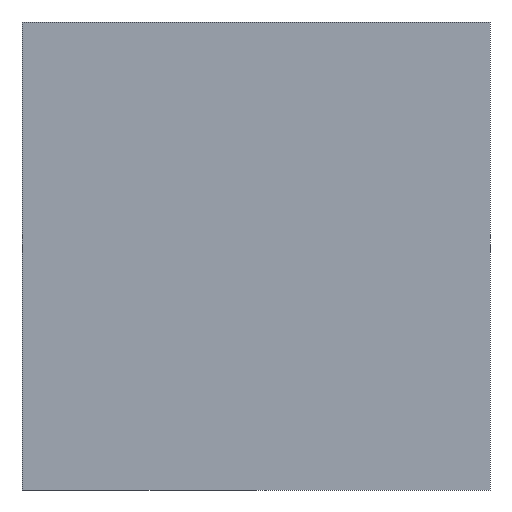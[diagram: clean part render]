
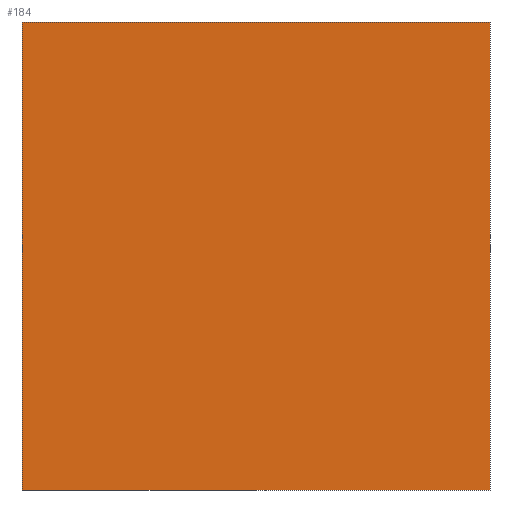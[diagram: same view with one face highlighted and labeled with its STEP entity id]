
A CAD part, left-side view. The second image highlights one B-rep face of the part: STEP entity #184.
In plain terms, the highlighted planar face has unit normal (-1, 0, 0).
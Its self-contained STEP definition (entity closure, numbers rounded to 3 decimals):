
#92 = EDGE_CURVE('',#93,#95,#97,.T.);
#93 = VERTEX_POINT('',#94);
#94 = CARTESIAN_POINT('',(-1.5,1.5,0.));
#95 = VERTEX_POINT('',#96);
#96 = CARTESIAN_POINT('',(-1.5,1.5,3.));
#97 = LINE('',#98,#99);
#98 = CARTESIAN_POINT('',(-1.5,1.5,0.));
#99 = VECTOR('',#100,1.);
#100 = DIRECTION('',(0.,0.,1.));
#184 = ADVANCED_FACE('',(#185),#210,.F.);
#185 = FACE_BOUND('',#186,.T.);
#186 = EDGE_LOOP('',(#187,#197,#203,#204));
#187 = ORIENTED_EDGE('',*,*,#188,.T.);
#188 = EDGE_CURVE('',#189,#191,#193,.T.);
#189 = VERTEX_POINT('',#190);
#190 = CARTESIAN_POINT('',(-1.5,-1.5,0.));
#191 = VERTEX_POINT('',#192);
#192 = CARTESIAN_POINT('',(-1.5,-1.5,3.));
#193 = LINE('',#194,#195);
#194 = CARTESIAN_POINT('',(-1.5,-1.5,0.));
#195 = VECTOR('',#196,1.);
#196 = DIRECTION('',(0.,0.,1.));
#197 = ORIENTED_EDGE('',*,*,#198,.T.);
#198 = EDGE_CURVE('',#191,#95,#199,.T.);
#199 = LINE('',#200,#201);
#200 = CARTESIAN_POINT('',(-1.5,-1.5,3.));
#201 = VECTOR('',#202,1.);
#202 = DIRECTION('',(0.,1.,0.));
#203 = ORIENTED_EDGE('',*,*,#92,.F.);
#204 = ORIENTED_EDGE('',*,*,#205,.F.);
#205 = EDGE_CURVE('',#189,#93,#206,.T.);
#206 = LINE('',#207,#208);
#207 = CARTESIAN_POINT('',(-1.5,-1.5,0.));
#208 = VECTOR('',#209,1.);
#209 = DIRECTION('',(0.,1.,0.));
#210 = PLANE('',#211);
#211 = AXIS2_PLACEMENT_3D('',#212,#213,#214);
#212 = CARTESIAN_POINT('',(-1.5,-1.5,0.));
#213 = DIRECTION('',(1.,0.,0.));
#214 = DIRECTION('',(0.,-1.,0.));
